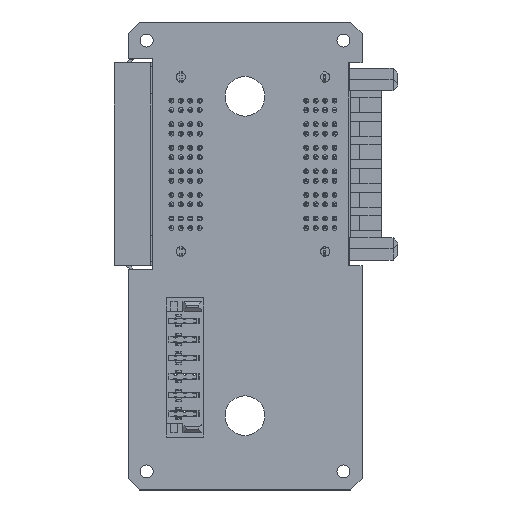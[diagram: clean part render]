
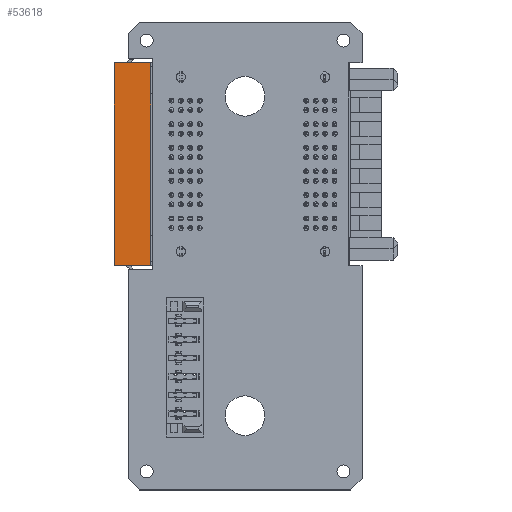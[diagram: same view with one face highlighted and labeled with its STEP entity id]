
A CAD part, top view. The second image highlights one B-rep face of the part: STEP entity #53618.
In plain terms, the highlighted planar face has unit normal (0, 0, 1).
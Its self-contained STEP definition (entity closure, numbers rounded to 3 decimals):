
#50967 = VERTEX_POINT('',#50968);
#50968 = CARTESIAN_POINT('',(-27.305,13.75,7.25));
#50974 = EDGE_CURVE('',#50975,#50967,#50977,.T.);
#50975 = VERTEX_POINT('',#50976);
#50976 = CARTESIAN_POINT('',(-27.305,23.5,7.25));
#50977 = LINE('',#50978,#50979);
#50978 = CARTESIAN_POINT('',(-27.305,23.5,7.25));
#50979 = VECTOR('',#50980,1.);
#50980 = DIRECTION('',(0.,-1.,0.));
#53584 = VERTEX_POINT('',#53585);
#53585 = CARTESIAN_POINT('',(27.305,23.5,7.25));
#53591 = EDGE_CURVE('',#53584,#53592,#53594,.T.);
#53592 = VERTEX_POINT('',#53593);
#53593 = CARTESIAN_POINT('',(27.305,13.75,7.25));
#53594 = LINE('',#53595,#53596);
#53595 = CARTESIAN_POINT('',(27.305,23.5,7.25));
#53596 = VECTOR('',#53597,1.);
#53597 = DIRECTION('',(0.,-1.,0.));
#53618 = ADVANCED_FACE('',(#53619),#53635,.F.);
#53619 = FACE_BOUND('',#53620,.T.);
#53620 = EDGE_LOOP('',(#53621,#53622,#53628,#53629));
#53621 = ORIENTED_EDGE('',*,*,#50974,.T.);
#53622 = ORIENTED_EDGE('',*,*,#53623,.F.);
#53623 = EDGE_CURVE('',#53592,#50967,#53624,.T.);
#53624 = LINE('',#53625,#53626);
#53625 = CARTESIAN_POINT('',(27.305,13.75,7.25));
#53626 = VECTOR('',#53627,1.);
#53627 = DIRECTION('',(-1.,0.,0.));
#53628 = ORIENTED_EDGE('',*,*,#53591,.F.);
#53629 = ORIENTED_EDGE('',*,*,#53630,.F.);
#53630 = EDGE_CURVE('',#50975,#53584,#53631,.T.);
#53631 = LINE('',#53632,#53633);
#53632 = CARTESIAN_POINT('',(-27.305,23.5,7.25));
#53633 = VECTOR('',#53634,1.);
#53634 = DIRECTION('',(1.,0.,0.));
#53635 = PLANE('',#53636);
#53636 = AXIS2_PLACEMENT_3D('',#53637,#53638,#53639);
#53637 = CARTESIAN_POINT('',(-27.305,23.5,7.25));
#53638 = DIRECTION('',(0.,0.,-1.));
#53639 = DIRECTION('',(-1.,0.,0.));
